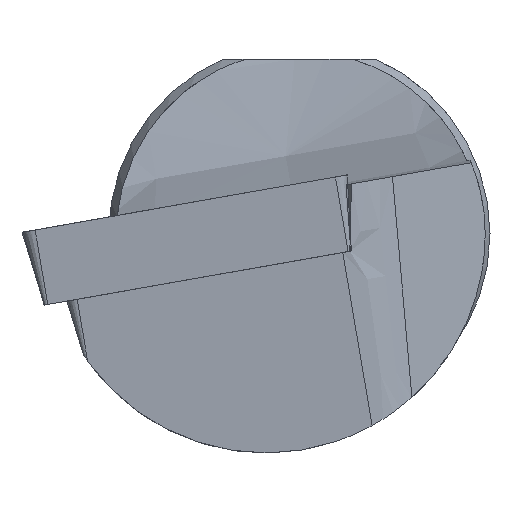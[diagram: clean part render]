
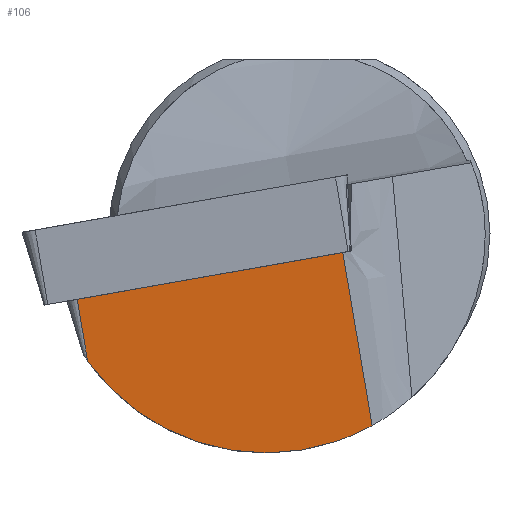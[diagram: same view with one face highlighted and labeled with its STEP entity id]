
A CAD part, left-side view. The second image highlights one B-rep face of the part: STEP entity #106.
In plain terms, the highlighted planar face has unit normal (-0.991, -0.071, -0.111).
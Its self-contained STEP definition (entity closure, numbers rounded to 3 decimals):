
#106=ADVANCED_FACE('',(#153),#137,.T.);
#137=PLANE('',#574);
#153=FACE_OUTER_BOUND('',#183,.T.);
#183=EDGE_LOOP('',(#220,#221,#222,#223));
#215=ELLIPSE('',#573,6.961,6.9);
#220=ORIENTED_EDGE('',*,*,#425,.F.);
#221=ORIENTED_EDGE('',*,*,#426,.T.);
#222=ORIENTED_EDGE('',*,*,#427,.T.);
#223=ORIENTED_EDGE('',*,*,#428,.F.);
#374=VERTEX_POINT('',#771);
#375=VERTEX_POINT('',#772);
#376=VERTEX_POINT('',#774);
#377=VERTEX_POINT('',#776);
#425=EDGE_CURVE('',#374,#375,#502,.T.);
#426=EDGE_CURVE('',#374,#376,#503,.T.);
#427=EDGE_CURVE('',#376,#377,#215,.T.);
#428=EDGE_CURVE('',#375,#377,#504,.T.);
#502=LINE('',#770,#537);
#503=LINE('',#773,#538);
#504=LINE('',#777,#539);
#537=VECTOR('',#628,1.);
#538=VECTOR('',#629,1.);
#539=VECTOR('',#632,1.);
#573=AXIS2_PLACEMENT_3D('',#775,#630,#631);
#574=AXIS2_PLACEMENT_3D('',#778,#633,#634);
#628=DIRECTION('',(0.052,-0.983,0.173));
#629=DIRECTION('',(0.122,-0.166,-0.979));
#630=DIRECTION('',(-0.991,-0.072,-0.111));
#631=DIRECTION('',(0.132,-0.537,-0.833));
#632=DIRECTION('',(0.122,-0.166,-0.979));
#633=DIRECTION('',(-0.991,-0.072,-0.111));
#634=DIRECTION('',(-0.111,0.,0.994));
#770=CARTESIAN_POINT('',(0.569,7.126,-2.086));
#771=CARTESIAN_POINT('',(0.576,6.995,-2.063));
#772=CARTESIAN_POINT('',(1.014,-1.365,-0.589));
#773=CARTESIAN_POINT('',(0.284,7.394,0.283));
#774=CARTESIAN_POINT('',(0.818,6.665,-4.011));
#775=CARTESIAN_POINT('',(0.774,1.05,0.));
#776=CARTESIAN_POINT('',(1.692,-2.29,-6.038));
#777=CARTESIAN_POINT('',(0.723,-0.966,1.757));
#778=CARTESIAN_POINT('',(0.278,7.525,0.26));
